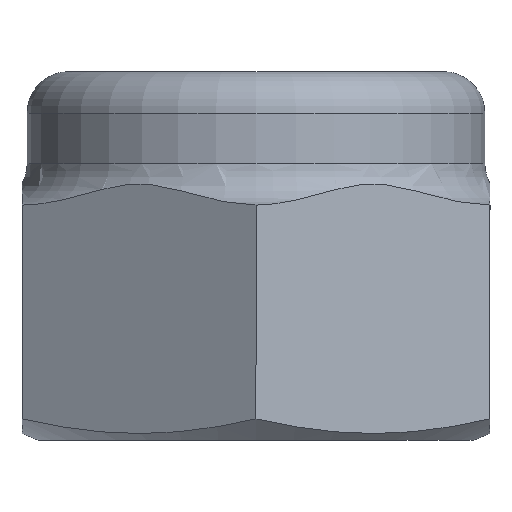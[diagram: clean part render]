
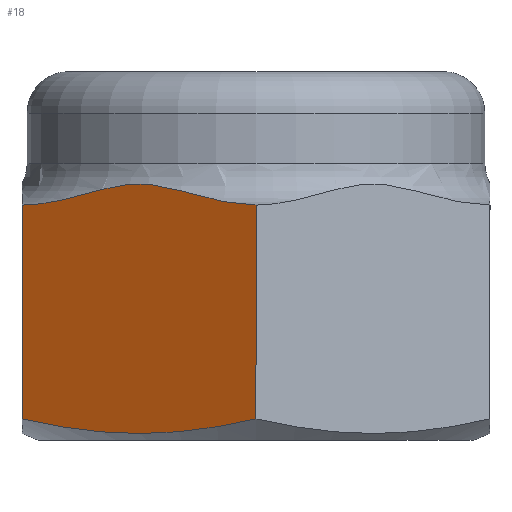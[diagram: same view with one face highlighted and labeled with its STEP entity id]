
A CAD part, left-side view. The second image highlights one B-rep face of the part: STEP entity #18.
In plain terms, the highlighted planar face has unit normal (-0.866, 0.5, 0).
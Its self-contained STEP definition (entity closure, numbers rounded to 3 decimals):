
#1 = CARTESIAN_POINT ( 'NONE',  ( -6.564, 4.632, 8.724 ) ) ;
#18 = ADVANCED_FACE ( 'NONE', ( #313 ), #780, .F. ) ;
#66 = CARTESIAN_POINT ( 'NONE',  ( -5.406, 6.636, 8.2 ) ) ;
#69 = LINE ( 'NONE', #629, #241 ) ;
#108 = CARTESIAN_POINT ( 'NONE',  ( -6.163, 5.325, 0.276 ) ) ;
#124 = CARTESIAN_POINT ( 'NONE',  ( -9.238, 0., 8.04 ) ) ;
#128 = VERTEX_POINT ( 'NONE', #410 ) ;
#135 = ORIENTED_EDGE ( 'NONE', *, *, #710, .F. ) ;
#192 = DIRECTION ( 'NONE',  ( 0.866, -0.5, 0. ) ) ;
#202 = VERTEX_POINT ( 'NONE', #559 ) ;
#238 = CARTESIAN_POINT ( 'NONE',  ( -5.39, 6.665, 0.449 ) ) ;
#241 = VECTOR ( 'NONE', #512, 1000. ) ;
#256 = CARTESIAN_POINT ( 'NONE',  ( -7.147, 3.622, 8.767 ) ) ;
#273 = EDGE_CURVE ( 'NONE', #757, #202, #347, .T. ) ;
#311 = CARTESIAN_POINT ( 'NONE',  ( -9.238, 0., 8.04 ) ) ;
#313 = FACE_OUTER_BOUND ( 'NONE', #519, .T. ) ;
#317 = CARTESIAN_POINT ( 'NONE',  ( -6.761, 4.29, 8.776 ) ) ;
#344 = CARTESIAN_POINT ( 'NONE',  ( -9.238, 0., 12.6 ) ) ;
#345 = EDGE_CURVE ( 'NONE', #128, #202, #69, .T. ) ;
#347 = B_SPLINE_CURVE_WITH_KNOTS ( 'NONE', 3,
 ( #503, #611, #740, #379, #821, #514, #108, #238, #373, #442 ),
 .UNSPECIFIED., .F., .F.,
 ( 4, 2, 2, 2, 4 ),
 ( 0., 0.002, 0.005, 0.007, 0.009 ),
 .UNSPECIFIED. ) ;
#348 = CARTESIAN_POINT ( 'NONE',  ( -9.238, 0., 0.731 ) ) ;
#373 = CARTESIAN_POINT ( 'NONE',  ( -5.002, 7.336, 0.576 ) ) ;
#379 = CARTESIAN_POINT ( 'NONE',  ( -7.704, 2.656, 0.278 ) ) ;
#410 = CARTESIAN_POINT ( 'NONE',  ( -4.619, 8., 8.04 ) ) ;
#421 = DIRECTION ( 'NONE',  ( 0., 0., -1. ) ) ;
#442 = CARTESIAN_POINT ( 'NONE',  ( -4.619, 8., 0.731 ) ) ;
#451 = CARTESIAN_POINT ( 'NONE',  ( -7.337, 3.293, 8.709 ) ) ;
#456 = ORIENTED_EDGE ( 'NONE', *, *, #345, .T. ) ;
#459 = CARTESIAN_POINT ( 'NONE',  ( -5.984, 5.635, 8.472 ) ) ;
#503 = CARTESIAN_POINT ( 'NONE',  ( -9.238, 0., 0.731 ) ) ;
#512 = DIRECTION ( 'NONE',  ( 0., 0., -1. ) ) ;
#514 = CARTESIAN_POINT ( 'NONE',  ( -6.549, 4.657, 0.23 ) ) ;
#519 = EDGE_LOOP ( 'NONE', ( #555, #135, #783, #456 ) ) ;
#524 = CARTESIAN_POINT ( 'NONE',  ( -4.619, 8., 8.04 ) ) ;
#536 = EDGE_CURVE ( 'NONE', #675, #128, #538, .T. ) ;
#538 = B_SPLINE_CURVE_WITH_KNOTS ( 'NONE', 3,
 ( #311, #646, #773, #776, #582, #451, #256, #317, #1, #772, #459, #66, #828, #524 ),
 .UNSPECIFIED., .F., .F.,
 ( 4, 2, 2, 2, 2, 2, 4 ),
 ( 0., 0.002, 0.003, 0.005, 0.006, 0.007, 0.009 ),
 .UNSPECIFIED. ) ;
#555 = ORIENTED_EDGE ( 'NONE', *, *, #273, .F. ) ;
#559 = CARTESIAN_POINT ( 'NONE',  ( -4.619, 8., 0.731 ) ) ;
#562 = LINE ( 'NONE', #344, #682 ) ;
#582 = CARTESIAN_POINT ( 'NONE',  ( -7.715, 2.638, 8.553 ) ) ;
#611 = CARTESIAN_POINT ( 'NONE',  ( -8.855, 0.663, 0.576 ) ) ;
#629 = CARTESIAN_POINT ( 'NONE',  ( -4.619, 8., 12.6 ) ) ;
#646 = CARTESIAN_POINT ( 'NONE',  ( -8.847, 0.677, 8.04 ) ) ;
#647 = CARTESIAN_POINT ( 'NONE',  ( -4.619, 8., 12.6 ) ) ;
#655 = DIRECTION ( 'NONE',  ( 0.5, 0.866, 0. ) ) ;
#675 = VERTEX_POINT ( 'NONE', #124 ) ;
#682 = VECTOR ( 'NONE', #421, 1000. ) ;
#710 = EDGE_CURVE ( 'NONE', #675, #757, #562, .T. ) ;
#740 = CARTESIAN_POINT ( 'NONE',  ( -8.472, 1.327, 0.45 ) ) ;
#746 = AXIS2_PLACEMENT_3D ( 'NONE', #647, #192, #655 ) ;
#757 = VERTEX_POINT ( 'NONE', #348 ) ;
#772 = CARTESIAN_POINT ( 'NONE',  ( -6.176, 5.303, 8.569 ) ) ;
#773 = CARTESIAN_POINT ( 'NONE',  ( -8.468, 1.333, 8.193 ) ) ;
#776 = CARTESIAN_POINT ( 'NONE',  ( -7.903, 2.312, 8.457 ) ) ;
#780 = PLANE ( 'NONE',  #746 ) ;
#783 = ORIENTED_EDGE ( 'NONE', *, *, #536, .T. ) ;
#821 = CARTESIAN_POINT ( 'NONE',  ( -7.32, 3.322, 0.231 ) ) ;
#828 = CARTESIAN_POINT ( 'NONE',  ( -5.02, 7.306, 8.04 ) ) ;
